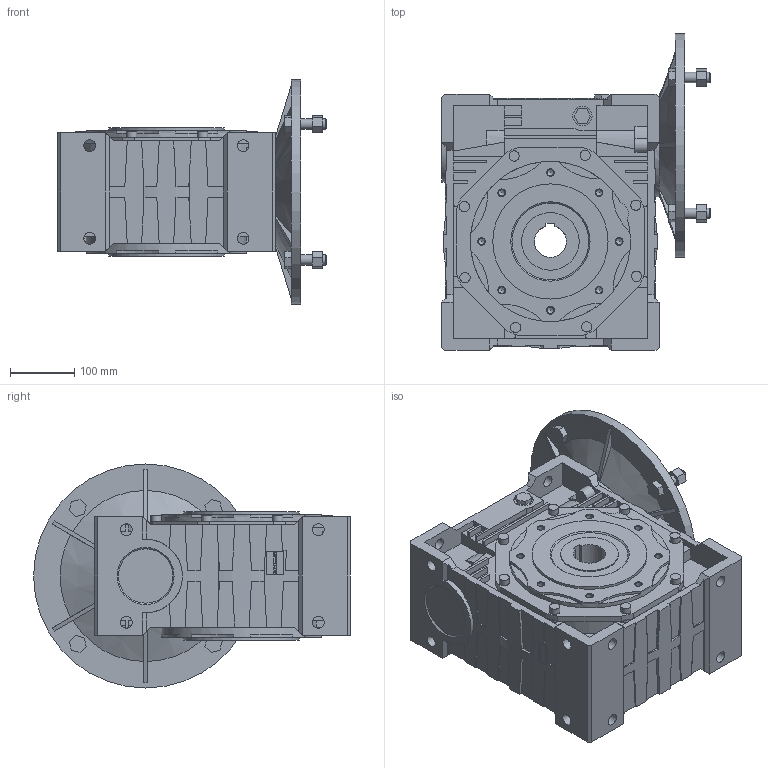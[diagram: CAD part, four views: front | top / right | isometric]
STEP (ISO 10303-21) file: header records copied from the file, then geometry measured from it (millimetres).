
FILE_DESCRIPTION( ( 'STEP AP214' ), '1' );
FILE_NAME( 'NMRV150101555011100300NO---(--------).stp', '2021-05-27T11:19:35', ( 'License CC BY-ND 4.0' ), ( 'CADENAS' ), ' ', 'PARTsolutions', ' ' );
FILE_SCHEMA( ( 'AUTOMOTIVE_DESIGN { 1 0 10303 214 1 1 1 1 }' ) );
Length unit declared in the file: millimetre
Products named in the file (5): NMRV150101555011100300NO---(--------); _Gear unit 150; _150-50 (200)alc-n; _VB 150-42 (42); _150-160 B5
Assembly tree (4 placements, depth 2):
  NMRV150101555011100300NO---(--------)
    _Gear unit 150
    _150-50 (200)alc-n
    _VB 150-42 (42)
    _150-160 B5
Bounding box: 420 x 495 x 350 mm (x, y, z)
Volume: 22141618.9 mm3; surface area: 1207689.2 mm2
Topology: 4 solids, 4 shells, 846 faces, 2270 edges, 1495 vertices
Faces by surface type: plane 636, cylinder 152, cone 56, bspline 2
Full cylindrical faces by diameter (mm): 3.74 x3, 10.106 x16, 16 x16, 18 x18, 26 x1, 30 x4, 59 x1, 60 x1, 75 x1, 80 x1, 81 x1, 90 x2, 100 x1, 180 x2, 244 x1, 250 x2, 350 x1
Entity records: 32462 total; most frequent: CARTESIAN_POINT 4644, DIRECTION 4248, ORIENTED_EDGE 4238, EDGE_CURVE 2119, LINE 1604, VECTOR 1604, VERTEX_POINT 1478, AXIS2_PLACEMENT_3D 1322
